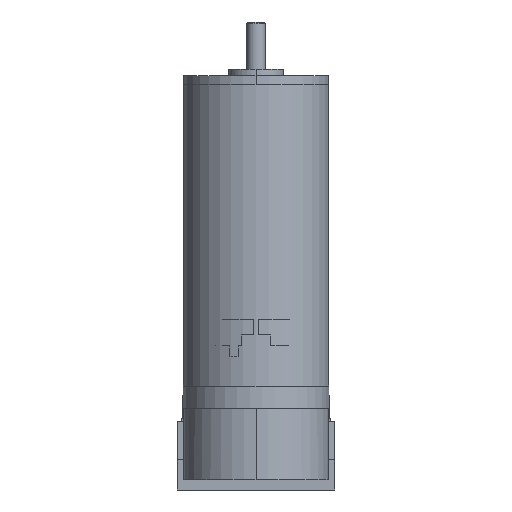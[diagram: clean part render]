
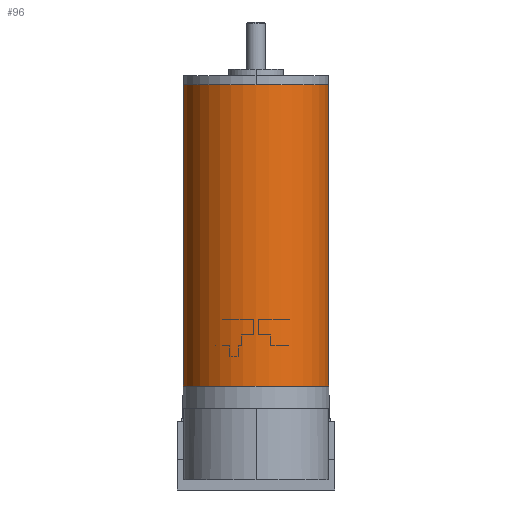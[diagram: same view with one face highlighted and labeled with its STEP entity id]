
A CAD part, front view. The second image highlights one B-rep face of the part: STEP entity #96.
In plain terms, the highlighted cylindrical face has radius 8 mm (diameter 16 mm), a partial arc.
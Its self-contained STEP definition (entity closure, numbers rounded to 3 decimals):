
#16=CARTESIAN_POINT('',(0.,0.,0.));
#17=DIRECTION('',(0.,0.,1.));
#18=DIRECTION('',(-1.,0.,0.));
#19=AXIS2_PLACEMENT_3D('',#16,#17,#18);
#21=DIRECTION('',(0.,0.,1.));
#22=VECTOR('',#21,33.);
#23=CARTESIAN_POINT('',(8.,0.,0.));
#24=LINE('',#23,#22);
#30=DIRECTION('',(0.,0.,1.));
#31=VECTOR('',#30,33.);
#32=CARTESIAN_POINT('',(-8.,0.,0.));
#33=LINE('',#32,#31);
#34=CARTESIAN_POINT('',(0.,0.,33.));
#35=DIRECTION('',(0.,0.,1.));
#36=DIRECTION('',(-1.,0.,0.));
#37=AXIS2_PLACEMENT_3D('',#34,#35,#36);
#43=CARTESIAN_POINT('',(8.,0.,0.));
#44=CARTESIAN_POINT('',(-8.,0.,0.));
#45=VERTEX_POINT('',#43);
#46=VERTEX_POINT('',#44);
#47=CARTESIAN_POINT('',(8.,0.,33.));
#48=CARTESIAN_POINT('',(-8.,0.,33.));
#49=VERTEX_POINT('',#47);
#50=VERTEX_POINT('',#48);
#84=CARTESIAN_POINT('',(0.,0.,0.));
#85=DIRECTION('',(0.,0.,1.));
#86=DIRECTION('',(1.,0.,0.));
#87=AXIS2_PLACEMENT_3D('',#84,#85,#86);
#88=CYLINDRICAL_SURFACE('',#87,8.);
#89=ORIENTED_EDGE('',*,*,#58,.F.);
#90=ORIENTED_EDGE('',*,*,#79,.T.);
#92=ORIENTED_EDGE('',*,*,#91,.T.);
#93=ORIENTED_EDGE('',*,*,#75,.F.);
#94=EDGE_LOOP('',(#89,#90,#92,#93));
#95=FACE_OUTER_BOUND('',#94,.F.);
#96=ADVANCED_FACE('',(#95),#88,.T.);
#20=CIRCLE('',#19,8.);
#38=CIRCLE('',#37,8.);
#58=EDGE_CURVE('',#46,#45,#20,.T.);
#75=EDGE_CURVE('',#45,#49,#24,.T.);
#79=EDGE_CURVE('',#46,#50,#33,.T.);
#91=EDGE_CURVE('',#50,#49,#38,.T.);
